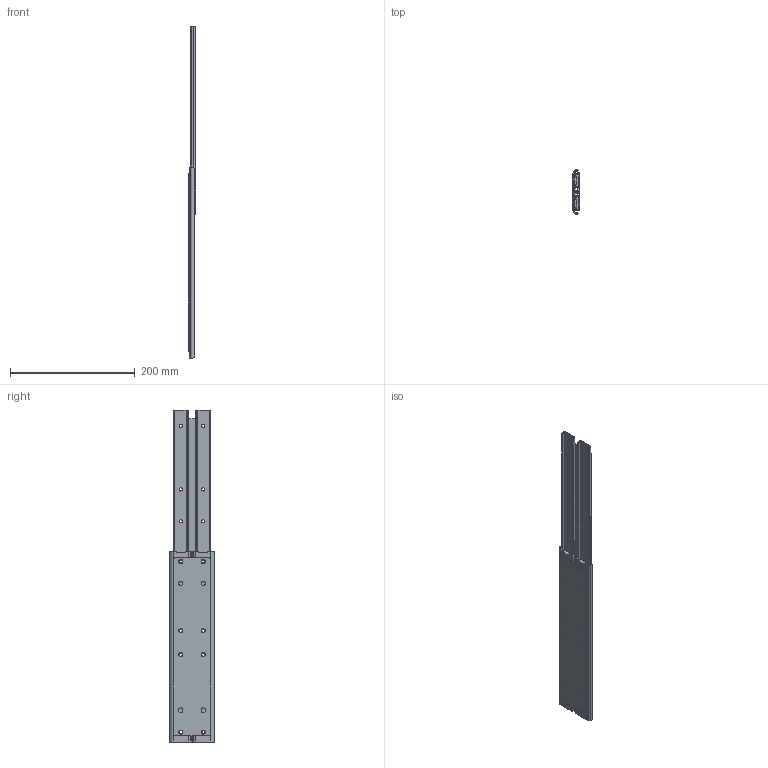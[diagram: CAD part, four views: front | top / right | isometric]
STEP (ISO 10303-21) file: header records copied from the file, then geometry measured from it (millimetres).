
FILE_DESCRIPTION (( 'STEP AP203' ), '1' );
FILE_NAME ('3561-12.step', '2021-03-08T03:01:42', ( '' ), ( '' ), 'SwSTEP 2.0', 'SolidWorks 2019', '' );
FILE_SCHEMA (( 'CONFIG_CONTROL_DESIGN' ));
Length unit declared in the file: millimetre
Products named in the file (5): IM 3561-12 ; 3561-12; OM 3561-12 ; OM-継板 ; IM-継板  
Assembly tree (6 placements, depth 2):
  3561-12
    OM 3561-12   x2
    OM-継板 
    IM 3561-12   x2
    IM-継板  
Bounding box: 12.8 x 71.4 x 531.4 mm (x, y, z)
Volume: 125197.6 mm3; surface area: 168265.3 mm2
Topology: 6 solids, 6 shells, 302 faces, 866 edges, 576 vertices
Faces by surface type: cylinder 174, plane 128
Entity records: 7288 total; most frequent: CARTESIAN_POINT 1311, DIRECTION 1175, ORIENTED_EDGE 1106, EDGE_CURVE 553, AXIS2_PLACEMENT_3D 436, VERTEX_POINT 368, VECTOR 303, LINE 303
